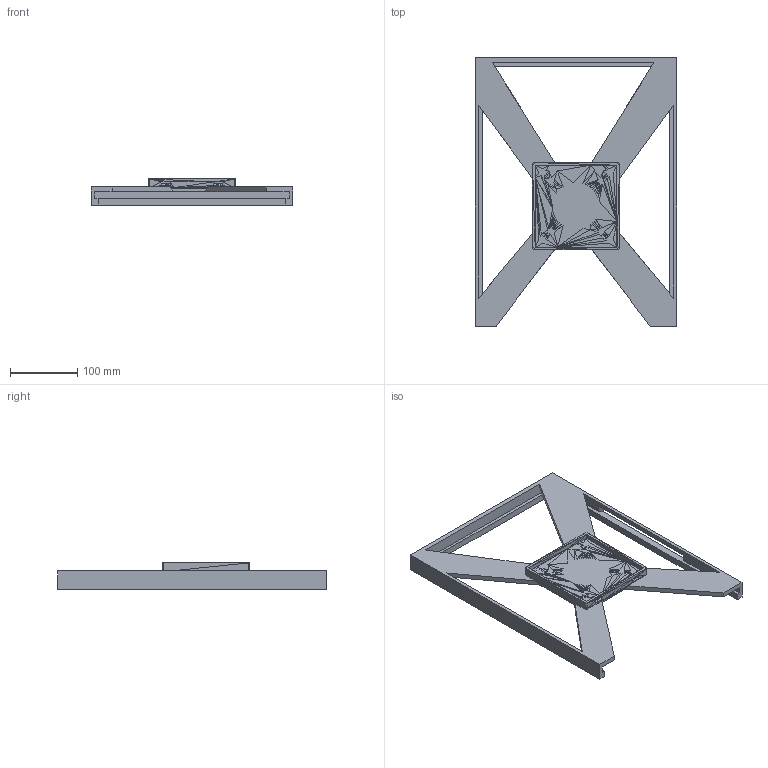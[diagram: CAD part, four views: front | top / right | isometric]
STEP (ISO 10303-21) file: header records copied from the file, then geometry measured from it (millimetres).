
FILE_DESCRIPTION(/* description */ (''),/* implementation_level */ '2;1');
FILE_NAME(/* name */ 'Laptop holder v1.stp',/* time_stamp */ '2025-09-12T00:17:41+02:00',/* author */ (''),/* organization */ (''),/* preprocessor_version */ 'ST-DEVELOPER v20.1',/* originating_system */ 'Autodesk Translation Framework v14.10.0.0',/* authorisation */ '');
FILE_SCHEMA (('AUTOMOTIVE_DESIGN { 1 0 10303 214 3 1 1 }'));
Length unit declared in the file: millimetre
Products named in the file (2): Laptop holder; Dell-VESA_Adapter
Assembly tree (1 placements, depth 2):
  Laptop holder
    Dell-VESA_Adapter
Bounding box: 300 x 400 x 39.02 mm (x, y, z)
Volume: 627691 mm3; surface area: 190542.5 mm2
Topology: 1 solids, 1 shells, 239 faces, 594 edges, 346 vertices
Faces by surface type: plane 239
Entity records: 10515 total; most frequent: ORIENTED_EDGE 2008, CARTESIAN_POINT 2002, DIRECTION 1488, LINE 1004, VECTOR 1004, EDGE_CURVE 1004, VERTEX_POINT 756, AXIS2_PLACEMENT_3D 242
